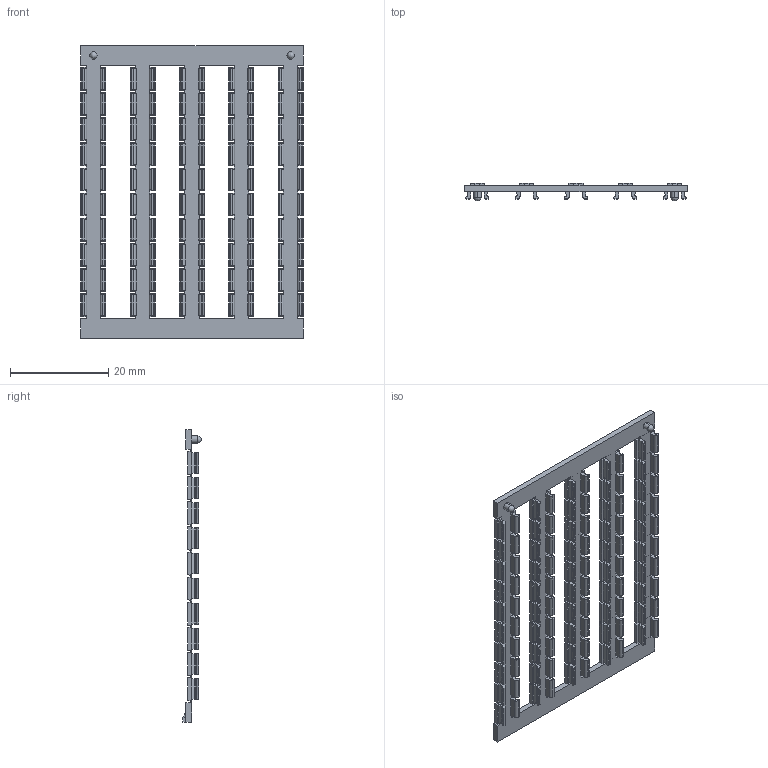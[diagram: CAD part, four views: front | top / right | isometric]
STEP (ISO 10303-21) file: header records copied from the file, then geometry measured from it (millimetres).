
FILE_DESCRIPTION (( 'STEP AP203' ), '1' );
FILE_NAME ('KN-L5-BLANK.STEP', '2024-01-10T19:39:55', ( '' ), ( '' ), 'SwSTEP 2.0', 'SolidWorks 2023', '' );
FILE_SCHEMA (( 'CONFIG_CONTROL_DESIGN' ));
Length unit declared in the file: inch
Products named in the file (1): KN-L5-BLANK
Bounding box: 45.19 x 3.75 x 59.39 mm (x, y, z)
Volume: 1848.9 mm3; surface area: 5722.1 mm2
Topology: 1 solids, 1 shells, 2023 faces, 5739 edges, 3812 vertices
Faces by surface type: plane 1507, cylinder 514, bspline 2
Entity records: 66655 total; most frequent: CARTESIAN_POINT 15162, ORIENTED_EDGE 11470, DIRECTION 9414, EDGE_CURVE 5735, LINE 4470, VECTOR 4470, VERTEX_POINT 3812, AXIS2_PLACEMENT_3D 2472
